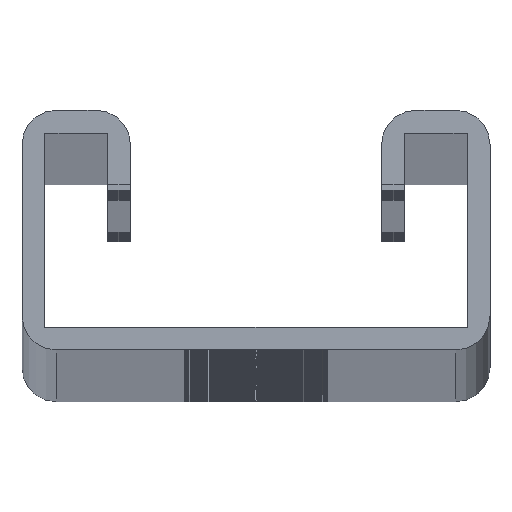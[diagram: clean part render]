
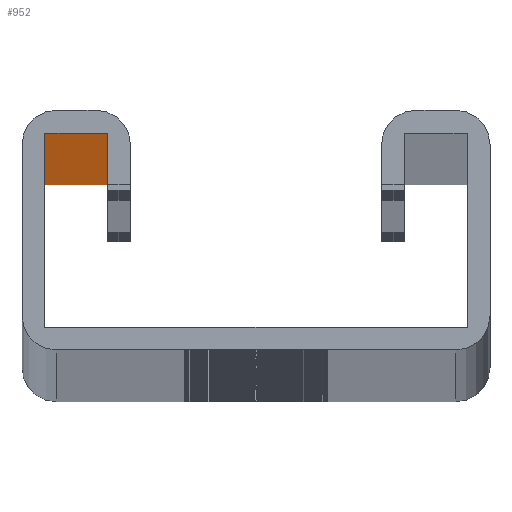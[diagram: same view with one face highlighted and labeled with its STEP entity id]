
A CAD part, top view. The second image highlights one B-rep face of the part: STEP entity #952.
In plain terms, the highlighted planar face has unit normal (0, -1, 0).
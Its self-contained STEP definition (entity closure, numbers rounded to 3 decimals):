
#952 = ADVANCED_FACE ( 'NONE', ( #48654 ), #11389, .T. ) ;
#1846 = ORIENTED_EDGE ( 'NONE', *, *, #60703, .T. ) ;
#2034 = LINE ( 'NONE', #51320, #7918 ) ;
#4581 = CARTESIAN_POINT ( 'NONE',  ( -18.5, 19., 0. ) ) ;
#6432 = DIRECTION ( 'NONE',  ( 0., 0., -1. ) ) ;
#7069 = DIRECTION ( 'NONE',  ( 0., -1., 0. ) ) ;
#7093 = VECTOR ( 'NONE', #56249, 1000. ) ;
#7918 = VECTOR ( 'NONE', #56017, 1000. ) ;
#9725 = VERTEX_POINT ( 'NONE', #45665 ) ;
#10555 = CARTESIAN_POINT ( 'NONE',  ( -13., 19., -1300. ) ) ;
#11389 = PLANE ( 'NONE',  #52138 ) ;
#13491 = LINE ( 'NONE', #60433, #59686 ) ;
#13762 = VERTEX_POINT ( 'NONE', #43852 ) ;
#16346 = CARTESIAN_POINT ( 'NONE',  ( -20.5, 19., -1300. ) ) ;
#18229 = DIRECTION ( 'NONE',  ( 1., 0., 0. ) ) ;
#20275 = VERTEX_POINT ( 'NONE', #4581 ) ;
#25941 = CARTESIAN_POINT ( 'NONE',  ( -13., 19., -2600. ) ) ;
#28306 = EDGE_CURVE ( 'NONE', #9725, #39426, #31785, .T. ) ;
#29289 = EDGE_LOOP ( 'NONE', ( #40223, #31985, #1846, #36860 ) ) ;
#31785 = LINE ( 'NONE', #10555, #41955 ) ;
#31985 = ORIENTED_EDGE ( 'NONE', *, *, #47886, .T. ) ;
#35597 = EDGE_CURVE ( 'NONE', #20275, #9725, #2034, .T. ) ;
#36860 = ORIENTED_EDGE ( 'NONE', *, *, #28306, .F. ) ;
#39426 = VERTEX_POINT ( 'NONE', #25941 ) ;
#39882 = DIRECTION ( 'NONE',  ( 0., 0., -1. ) ) ;
#40223 = ORIENTED_EDGE ( 'NONE', *, *, #35597, .F. ) ;
#41955 = VECTOR ( 'NONE', #6432, 1000. ) ;
#43852 = CARTESIAN_POINT ( 'NONE',  ( -18.5, 19., -2600. ) ) ;
#44513 = LINE ( 'NONE', #55661, #7093 ) ;
#45665 = CARTESIAN_POINT ( 'NONE',  ( -13., 19., 0. ) ) ;
#47886 = EDGE_CURVE ( 'NONE', #20275, #13762, #44513, .T. ) ;
#48654 = FACE_OUTER_BOUND ( 'NONE', #29289, .T. ) ;
#51320 = CARTESIAN_POINT ( 'NONE',  ( 0., 19., 0. ) ) ;
#52138 = AXIS2_PLACEMENT_3D ( 'NONE', #16346, #7069, #39882 ) ;
#55661 = CARTESIAN_POINT ( 'NONE',  ( -18.5, 19., -1300. ) ) ;
#56017 = DIRECTION ( 'NONE',  ( 1., 0., 0. ) ) ;
#56249 = DIRECTION ( 'NONE',  ( 0., 0., -1. ) ) ;
#59686 = VECTOR ( 'NONE', #18229, 1000. ) ;
#60433 = CARTESIAN_POINT ( 'NONE',  ( -20.5, 19., -2600. ) ) ;
#60703 = EDGE_CURVE ( 'NONE', #13762, #39426, #13491, .T. ) ;
